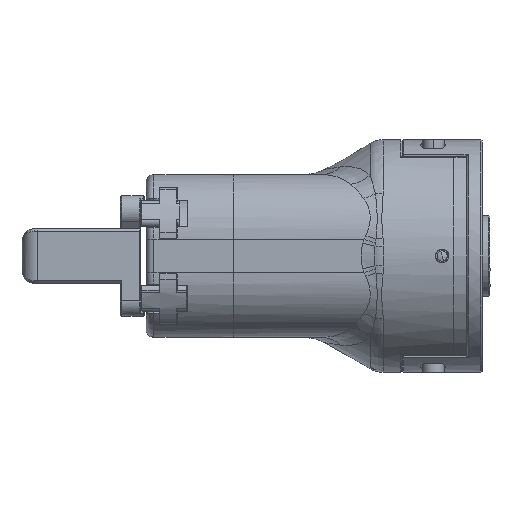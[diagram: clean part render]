
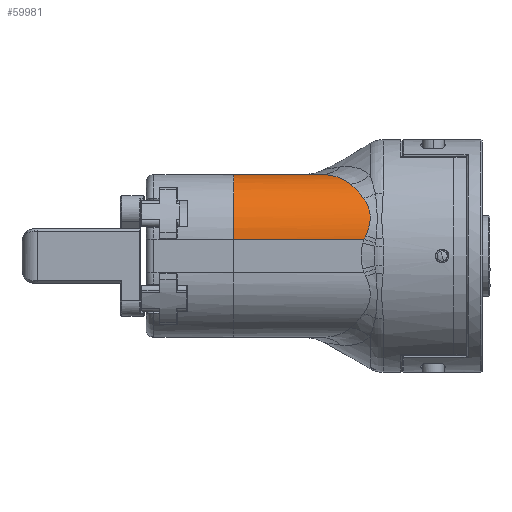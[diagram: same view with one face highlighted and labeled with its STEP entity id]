
A CAD part, left-side view. The second image highlights one B-rep face of the part: STEP entity #59981.
In plain terms, the highlighted cylindrical face has radius 25 mm (diameter 50 mm), a partial arc.
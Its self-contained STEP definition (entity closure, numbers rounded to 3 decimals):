
#360 = CIRCLE ( 'NONE', #2631, 25. ) ;
#727 = EDGE_LOOP ( 'NONE', ( #29691, #7997, #5565, #37082, #70211, #70028, #60656 ) ) ;
#2113 = B_SPLINE_CURVE_WITH_KNOTS ( 'NONE', 3,
 ( #27277, #9788, #31645, #53796, #36722, #3626, #21812, #3997, #43976, #26535, #66133, #26185 ),
 .UNSPECIFIED., .F., .F.,
 ( 4, 2, 2, 2, 2, 4 ),
 ( 0., 0.005, 0.007, 0.009, 0.014, 0.018 ),
 .UNSPECIFIED. ) ;
#2631 = AXIS2_PLACEMENT_3D ( 'NONE', #31602, #19225, #2873 ) ;
#2873 = DIRECTION ( 'NONE',  ( 0., 1., 0. ) ) ;
#3626 = CARTESIAN_POINT ( 'NONE',  ( -26.13, -30.315, -16.738 ) ) ;
#3997 = CARTESIAN_POINT ( 'NONE',  ( -23.902, -30.937, -14.82 ) ) ;
#4485 = EDGE_CURVE ( 'NONE', #70788, #59722, #35557, .T. ) ;
#4678 = CARTESIAN_POINT ( 'NONE',  ( -42.883, -12.029, -28.286 ) ) ;
#4716 = CARTESIAN_POINT ( 'NONE',  ( -36.975, -23.4, -25.189 ) ) ;
#5565 = ORIENTED_EDGE ( 'NONE', *, *, #30857, .T. ) ;
#6774 = VERTEX_POINT ( 'NONE', #51470 ) ;
#7997 = ORIENTED_EDGE ( 'NONE', *, *, #43561, .T. ) ;
#9419 = CARTESIAN_POINT ( 'NONE',  ( -37.856, -22.322, -25.982 ) ) ;
#9788 = CARTESIAN_POINT ( 'NONE',  ( -30.632, -28.398, -20.298 ) ) ;
#9791 = CARTESIAN_POINT ( 'NONE',  ( -31.738, -27.708, -21.079 ) ) ;
#11764 = EDGE_CURVE ( 'NONE', #57098, #34984, #53787, .T. ) ;
#12118 = EDGE_CURVE ( 'NONE', #59722, #26236, #66890, .T. ) ;
#15944 = CARTESIAN_POINT ( 'NONE',  ( -40.801, -17.805, -28.194 ) ) ;
#16297 = CARTESIAN_POINT ( 'NONE',  ( -38.62, -21.388, -26.668 ) ) ;
#17384 = FACE_OUTER_BOUND ( 'NONE', #727, .T. ) ;
#17969 = VECTOR ( 'NONE', #48667, 1000. ) ;
#19225 = DIRECTION ( 'NONE',  ( 0., 0., -1. ) ) ;
#20175 = EDGE_CURVE ( 'NONE', #36582, #34984, #360, .T. ) ;
#20684 = CARTESIAN_POINT ( 'NONE',  ( -43.232, -10.391, -27.897 ) ) ;
#21415 = CARTESIAN_POINT ( 'NONE',  ( -42.544, -13.357, -28.507 ) ) ;
#21776 = CARTESIAN_POINT ( 'NONE',  ( -42.806, -12.359, -28.353 ) ) ;
#21812 = CARTESIAN_POINT ( 'NONE',  ( -25.571, -30.486, -16.265 ) ) ;
#22135 = DIRECTION ( 'NONE',  ( 0., 1., 0. ) ) ;
#22148 = DIRECTION ( 'NONE',  ( 0., 0., 1. ) ) ;
#22587 = CARTESIAN_POINT ( 'NONE',  ( -43.5, -6.949, -26.36 ) ) ;
#26185 = CARTESIAN_POINT ( 'NONE',  ( -18.5, -31.5, -9.638 ) ) ;
#26188 = CARTESIAN_POINT ( 'NONE',  ( -36.028, -24.378, -24.37 ) ) ;
#26236 = VERTEX_POINT ( 'NONE', #54106 ) ;
#26506 = CARTESIAN_POINT ( 'NONE',  ( -41.526, -16.261, -28.511 ) ) ;
#26535 = CARTESIAN_POINT ( 'NONE',  ( -20.631, -31.433, -11.777 ) ) ;
#27277 = CARTESIAN_POINT ( 'NONE',  ( -31.738, -27.708, -21.079 ) ) ;
#27330 = CARTESIAN_POINT ( 'NONE',  ( -43.488, -7.402, -26.6 ) ) ;
#27586 = CARTESIAN_POINT ( 'NONE',  ( -37.856, -22.322, -25.982 ) ) ;
#28030 = CARTESIAN_POINT ( 'NONE',  ( -43.463, -7.865, -26.821 ) ) ;
#29691 = ORIENTED_EDGE ( 'NONE', *, *, #12118, .T. ) ;
#30857 = EDGE_CURVE ( 'NONE', #6774, #36582, #34142, .T. ) ;
#30974 = CARTESIAN_POINT ( 'NONE',  ( -43.5, -6.5, 24.2 ) ) ;
#31602 = CARTESIAN_POINT ( 'NONE',  ( -18.5, -6.5, 24.2 ) ) ;
#31645 = CARTESIAN_POINT ( 'NONE',  ( -29.513, -28.977, -19.46 ) ) ;
#34142 = LINE ( 'NONE', #71925, #37495 ) ;
#34984 = VERTEX_POINT ( 'NONE', #30974 ) ;
#35557 = B_SPLINE_CURVE_WITH_KNOTS ( 'NONE', 3,
 ( #71558, #49728, #20684, #4678, #21776, #71200, #21415, #43583, #54122, #26506, #65754, #15944, #55198, #43938, #66097, #44291, #16297, #27586 ),
 .UNSPECIFIED., .F., .F.,
 ( 4, 2, 2, 2, 2, 2, 2, 2, 4 ),
 ( 0., 0.004, 0.005, 0.006, 0.008, 0.01, 0.011, 0.012, 0.016 ),
 .UNSPECIFIED. ) ;
#36582 = VERTEX_POINT ( 'NONE', #58910 ) ;
#36722 = CARTESIAN_POINT ( 'NONE',  ( -27.255, -29.925, -17.669 ) ) ;
#37082 = ORIENTED_EDGE ( 'NONE', *, *, #20175, .T. ) ;
#37495 = VECTOR ( 'NONE', #22148, 1000. ) ;
#37867 = CARTESIAN_POINT ( 'NONE',  ( -43.5, -6.5, -26.111 ) ) ;
#38512 = CARTESIAN_POINT ( 'NONE',  ( -43.5, -6.5, -35.9 ) ) ;
#42578 = CARTESIAN_POINT ( 'NONE',  ( -43.463, -7.865, -26.821 ) ) ;
#42669 = AXIS2_PLACEMENT_3D ( 'NONE', #44303, #71569, #22135 ) ;
#43561 = EDGE_CURVE ( 'NONE', #26236, #6774, #2113, .T. ) ;
#43583 = CARTESIAN_POINT ( 'NONE',  ( -42.248, -14.344, -28.595 ) ) ;
#43938 = CARTESIAN_POINT ( 'NONE',  ( -40.328, -18.692, -27.921 ) ) ;
#43976 = CARTESIAN_POINT ( 'NONE',  ( -22.803, -31.151, -13.826 ) ) ;
#44291 = CARTESIAN_POINT ( 'NONE',  ( -39.337, -20.374, -27.254 ) ) ;
#44303 = CARTESIAN_POINT ( 'NONE',  ( -18.5, -6.5, -35.9 ) ) ;
#48667 = DIRECTION ( 'NONE',  ( 0., 0., 1. ) ) ;
#49728 = CARTESIAN_POINT ( 'NONE',  ( -43.394, -9.116, -27.419 ) ) ;
#51470 = CARTESIAN_POINT ( 'NONE',  ( -18.5, -31.5, -9.638 ) ) ;
#53145 = CARTESIAN_POINT ( 'NONE',  ( -37.856, -22.322, -25.982 ) ) ;
#53787 = LINE ( 'NONE', #38512, #17969 ) ;
#53796 = CARTESIAN_POINT ( 'NONE',  ( -27.822, -29.705, -18.127 ) ) ;
#54106 = CARTESIAN_POINT ( 'NONE',  ( -31.738, -27.708, -21.079 ) ) ;
#54122 = CARTESIAN_POINT ( 'NONE',  ( -42.024, -14.99, -28.602 ) ) ;
#55198 = CARTESIAN_POINT ( 'NONE',  ( -40.645, -18.106, -28.11 ) ) ;
#57098 = VERTEX_POINT ( 'NONE', #63062 ) ;
#57562 = B_SPLINE_CURVE_WITH_KNOTS ( 'NONE', 3,
 ( #37867, #22587, #27330, #28030 ),
 .UNSPECIFIED., .F., .F.,
 ( 4, 4 ),
 ( 0., 0.002 ),
 .UNSPECIFIED. ) ;
#58910 = CARTESIAN_POINT ( 'NONE',  ( -18.5, -31.5, 24.2 ) ) ;
#59609 = CARTESIAN_POINT ( 'NONE',  ( -32.903, -26.98, -21.903 ) ) ;
#59722 = VERTEX_POINT ( 'NONE', #53145 ) ;
#59981 = ADVANCED_FACE ( 'NONE', ( #17384 ), #71917, .T. ) ;
#60656 = ORIENTED_EDGE ( 'NONE', *, *, #4485, .T. ) ;
#63062 = CARTESIAN_POINT ( 'NONE',  ( -43.5, -6.5, -26.111 ) ) ;
#64671 = EDGE_CURVE ( 'NONE', #57098, #70788, #57562, .T. ) ;
#65754 = CARTESIAN_POINT ( 'NONE',  ( -41.25, -16.887, -28.413 ) ) ;
#66097 = CARTESIAN_POINT ( 'NONE',  ( -40.166, -18.978, -27.817 ) ) ;
#66133 = CARTESIAN_POINT ( 'NONE',  ( -19.558, -31.5, -10.722 ) ) ;
#66890 = B_SPLINE_CURVE_WITH_KNOTS ( 'NONE', 3,
 ( #9419, #4716, #26188, #71241, #59609, #9791 ),
 .UNSPECIFIED., .F., .F.,
 ( 4, 2, 4 ),
 ( 0., 0.005, 0.01 ),
 .UNSPECIFIED. ) ;
#70028 = ORIENTED_EDGE ( 'NONE', *, *, #64671, .T. ) ;
#70211 = ORIENTED_EDGE ( 'NONE', *, *, #11764, .F. ) ;
#70788 = VERTEX_POINT ( 'NONE', #42578 ) ;
#71200 = CARTESIAN_POINT ( 'NONE',  ( -42.636, -13.023, -28.464 ) ) ;
#71241 = CARTESIAN_POINT ( 'NONE',  ( -33.991, -26.169, -22.728 ) ) ;
#71558 = CARTESIAN_POINT ( 'NONE',  ( -43.463, -7.865, -26.821 ) ) ;
#71569 = DIRECTION ( 'NONE',  ( 0., 0., 1. ) ) ;
#71917 = CYLINDRICAL_SURFACE ( 'NONE', #42669, 25. ) ;
#71925 = CARTESIAN_POINT ( 'NONE',  ( -18.5, -31.5, -35.9 ) ) ;
